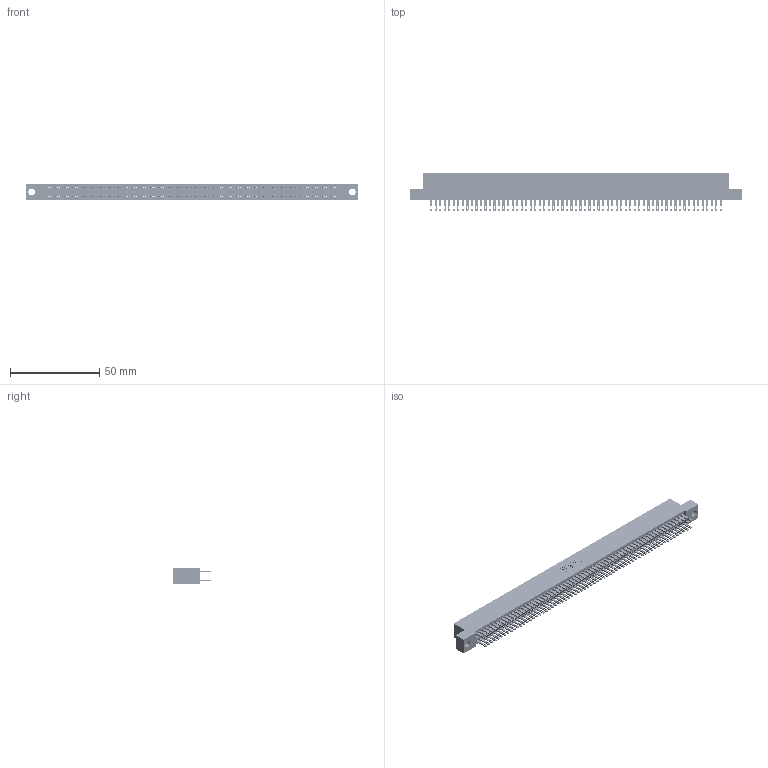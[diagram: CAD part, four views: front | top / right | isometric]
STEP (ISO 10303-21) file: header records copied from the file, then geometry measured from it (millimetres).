
FILE_DESCRIPTION (( 'STEP AP203' ), '1' );
FILE_NAME ('345-130-500-204.STEP', '2018-10-19T22:36:40', ( '' ), ( '' ), 'SwSTEP 2.0', 'SolidWorks 2016', '' );
FILE_SCHEMA (( 'CONFIG_CONTROL_DESIGN' ));
Length unit declared in the file: inch
Products named in the file (3): 345-292-001_345-293-100; 345-130-500-204; 345 Part_Flush Mounting Lugs - 0.156 Dia-TH
Assembly tree (131 placements, depth 2):
  345-130-500-204
    345 Part_Flush Mounting Lugs - 0.156 Dia-TH
    345-292-001_345-293-100  x130
Bounding box: 186.31 x 21.51 x 9.4 mm (x, y, z)
Volume: 18621.1 mm3; surface area: 29111.7 mm2
Topology: 131 solids, 131 shells, 6106 faces, 18671 edges, 12446 vertices
Faces by surface type: plane 3590, cylinder 2516
Entity records: 47837 total; most frequent: CARTESIAN_POINT 7996, ORIENTED_EDGE 7930, DIRECTION 7025, EDGE_CURVE 3965, VECTOR 3569, LINE 3569, VERTEX_POINT 2642, AXIS2_PLACEMENT_3D 1728
